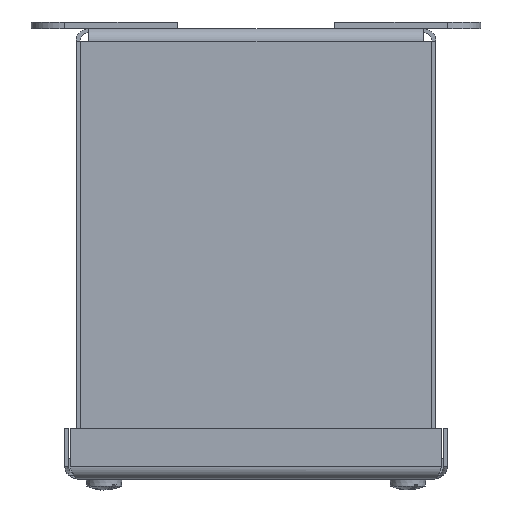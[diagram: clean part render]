
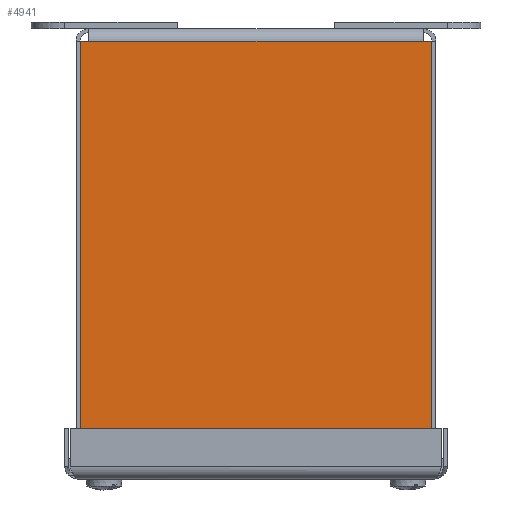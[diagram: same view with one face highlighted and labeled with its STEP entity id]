
A CAD part, left-side view. The second image highlights one B-rep face of the part: STEP entity #4941.
In plain terms, the highlighted face is planar.
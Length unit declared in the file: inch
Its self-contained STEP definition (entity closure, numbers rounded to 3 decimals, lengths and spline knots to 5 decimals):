
#516=PLANE('',#5314);
#772=FACE_OUTER_BOUND('',#1095,.T.);
#1095=EDGE_LOOP('',(#4043,#4044,#4045,#4046,#4047,#4048));
#1504=LINE('',#8253,#1956);
#1513=LINE('',#8277,#1965);
#1514=LINE('',#8279,#1966);
#1515=LINE('',#8281,#1967);
#1516=LINE('',#8283,#1968);
#1517=LINE('',#8284,#1969);
#1956=VECTOR('',#6238,3.90859);
#1965=VECTOR('',#6267,4.56375);
#1966=VECTOR('',#6268,0.09304);
#1967=VECTOR('',#6269,3.7225);
#1968=VECTOR('',#6270,0.09304);
#1969=VECTOR('',#6271,4.56375);
#2460=VERTEX_POINT('',#8250);
#2461=VERTEX_POINT('',#8252);
#2466=VERTEX_POINT('',#8276);
#2467=VERTEX_POINT('',#8278);
#2468=VERTEX_POINT('',#8280);
#2469=VERTEX_POINT('',#8282);
#3008=EDGE_CURVE('',#2461,#2460,#1504,.T.);
#3020=EDGE_CURVE('',#2466,#2460,#1513,.T.);
#3021=EDGE_CURVE('',#2467,#2466,#1514,.T.);
#3022=EDGE_CURVE('',#2467,#2468,#1515,.T.);
#3023=EDGE_CURVE('',#2469,#2468,#1516,.T.);
#3024=EDGE_CURVE('',#2461,#2469,#1517,.T.);
#4043=ORIENTED_EDGE('',*,*,#3008,.T.);
#4044=ORIENTED_EDGE('',*,*,#3020,.F.);
#4045=ORIENTED_EDGE('',*,*,#3021,.F.);
#4046=ORIENTED_EDGE('',*,*,#3022,.T.);
#4047=ORIENTED_EDGE('',*,*,#3023,.F.);
#4048=ORIENTED_EDGE('',*,*,#3024,.F.);
#4941=ADVANCED_FACE('',(#772),#516,.F.);
#5314=AXIS2_PLACEMENT_3D('',#8275,#6265,#6266);
#6238=DIRECTION('',(0.,-1.,0.));
#6265=DIRECTION('center_axis',(-1.,0.,0.));
#6266=DIRECTION('ref_axis',(0.,0.,1.));
#6267=DIRECTION('',(0.,0.,1.));
#6268=DIRECTION('',(0.,-1.,0.));
#6269=DIRECTION('',(0.,1.,0.));
#6270=DIRECTION('',(0.,-1.,0.));
#6271=DIRECTION('',(0.,0.,-1.));
#8250=CARTESIAN_POINT('',(4.,0.04571,4.7025));
#8252=CARTESIAN_POINT('',(4.,3.95429,4.7025));
#8253=CARTESIAN_POINT('',(4.,2.97715,4.7025));
#8275=CARTESIAN_POINT('Origin',(4.,2.,2.36788));
#8276=CARTESIAN_POINT('',(4.,0.04571,0.13875));
#8277=CARTESIAN_POINT('',(4.,0.04571,0.13875));
#8278=CARTESIAN_POINT('',(4.,0.13875,0.13875));
#8279=CARTESIAN_POINT('',(4.,0.13875,0.13875));
#8280=CARTESIAN_POINT('',(4.,3.86125,0.13875));
#8281=CARTESIAN_POINT('',(4.,2.,0.13875));
#8282=CARTESIAN_POINT('',(4.,3.95429,0.13875));
#8283=CARTESIAN_POINT('',(4.,3.86125,0.13875));
#8284=CARTESIAN_POINT('',(4.,3.95429,0.13875));
